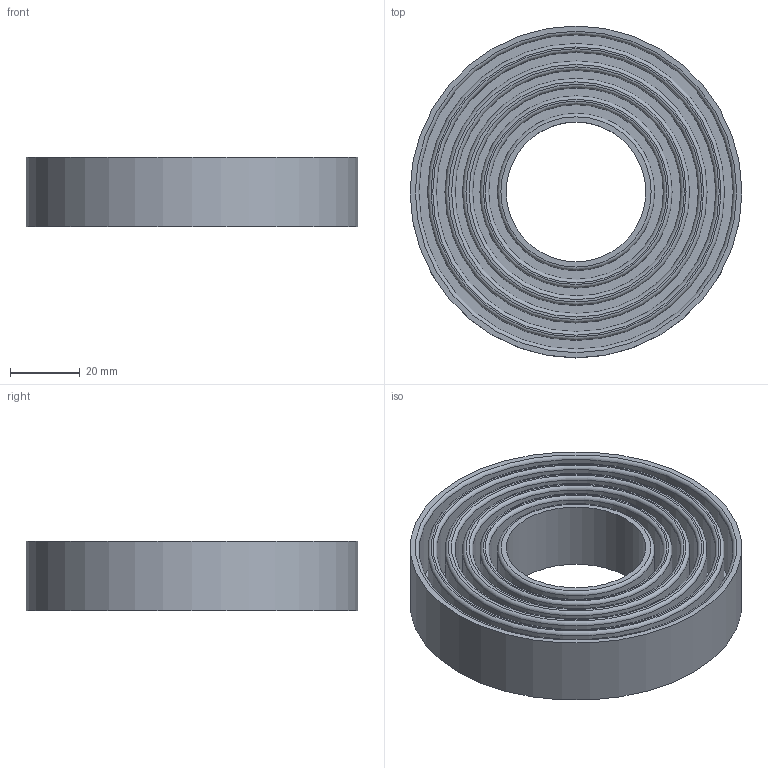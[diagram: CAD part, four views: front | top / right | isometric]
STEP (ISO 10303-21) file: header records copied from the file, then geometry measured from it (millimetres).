
FILE_DESCRIPTION(/* description */ (''),/* implementation_level */ '2;1');
FILE_NAME(/* name */ 'Mscular_fillet_fibres_mold.step',/* time_stamp */ '2021-05-21T10:22:13+02:00',/* author */ (''),/* organization */ (''),/* preprocessor_version */ 'ST-DEVELOPER v18.1',/* originating_system */ 'Autodesk Translation Framework v10.6.0.1341',/* authorisation */ '');
FILE_SCHEMA (('AUTOMOTIVE_DESIGN { 1 0 10303 214 3 1 1 }'));
Length unit declared in the file: millimetre
Products named in the file (2): Pièces filet; Composant10
Assembly tree (1 placements, depth 2):
  Pièces filet
    Composant10
Bounding box: 95 x 95 x 20 mm (x, y, z)
Volume: 69898 mm3; surface area: 57362.5 mm2
Topology: 1 solids, 1 shells, 34 faces, 61 edges, 39 vertices
Faces by surface type: cylinder 12, plane 12, torus 10
Full cylindrical faces by diameter (mm): 40 x1, 45 x1, 50 x1, 55 x1, 59.609 x1, 65 x1, 69.609 x1, 75 x1, 80 x1, 85 x1, 90 x1, 95 x1
Entity records: 911 total; most frequent: DIRECTION 184, CARTESIAN_POINT 137, ORIENTED_EDGE 122, AXIS2_PLACEMENT_3D 86, EDGE_CURVE 61, CIRCLE 49, EDGE_LOOP 46, VERTEX_POINT 39
